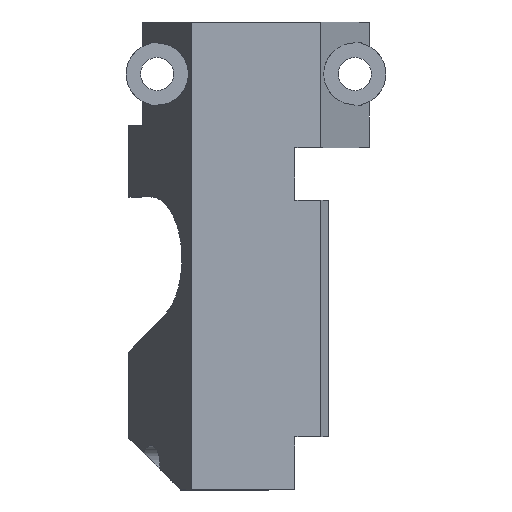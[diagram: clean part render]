
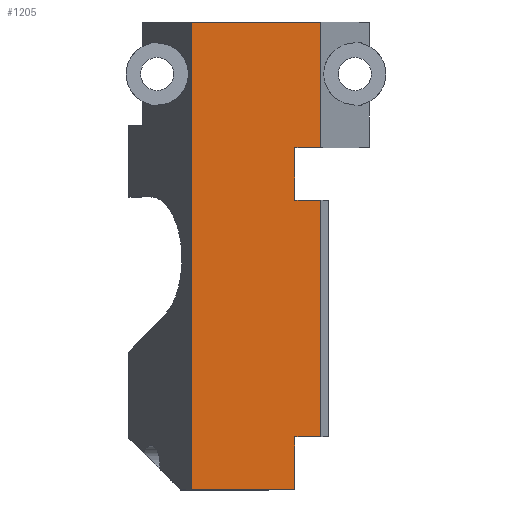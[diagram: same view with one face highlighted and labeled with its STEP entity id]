
A CAD part, top view. The second image highlights one B-rep face of the part: STEP entity #1205.
In plain terms, the highlighted planar face has unit normal (0, 0, 1).
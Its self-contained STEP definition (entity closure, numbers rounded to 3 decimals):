
#78=FACE_OUTER_BOUND('',#141,.T.);
#141=EDGE_LOOP('',(#805,#806,#807,#808,#809,#810,#811,#812,#813,#814));
#218=LINE('',#1772,#358);
#219=LINE('',#1774,#359);
#220=LINE('',#1776,#360);
#221=LINE('',#1778,#361);
#222=LINE('',#1780,#362);
#223=LINE('',#1782,#363);
#224=LINE('',#1784,#364);
#225=LINE('',#1786,#365);
#226=LINE('',#1788,#366);
#227=LINE('',#1789,#367);
#358=VECTOR('',#1413,10.);
#359=VECTOR('',#1414,10.);
#360=VECTOR('',#1415,10.);
#361=VECTOR('',#1416,10.);
#362=VECTOR('',#1417,10.);
#363=VECTOR('',#1418,10.);
#364=VECTOR('',#1419,10.);
#365=VECTOR('',#1420,10.);
#366=VECTOR('',#1421,10.);
#367=VECTOR('',#1422,10.);
#499=VERTEX_POINT('',#1770);
#500=VERTEX_POINT('',#1771);
#501=VERTEX_POINT('',#1773);
#502=VERTEX_POINT('',#1775);
#503=VERTEX_POINT('',#1777);
#504=VERTEX_POINT('',#1779);
#505=VERTEX_POINT('',#1781);
#506=VERTEX_POINT('',#1783);
#507=VERTEX_POINT('',#1785);
#508=VERTEX_POINT('',#1787);
#622=EDGE_CURVE('',#499,#500,#218,.T.);
#623=EDGE_CURVE('',#499,#501,#219,.T.);
#624=EDGE_CURVE('',#501,#502,#220,.T.);
#625=EDGE_CURVE('',#502,#503,#221,.T.);
#626=EDGE_CURVE('',#503,#504,#222,.T.);
#627=EDGE_CURVE('',#505,#504,#223,.T.);
#628=EDGE_CURVE('',#505,#506,#224,.T.);
#629=EDGE_CURVE('',#506,#507,#225,.T.);
#630=EDGE_CURVE('',#508,#507,#226,.T.);
#631=EDGE_CURVE('',#508,#500,#227,.T.);
#805=ORIENTED_EDGE('',*,*,#622,.F.);
#806=ORIENTED_EDGE('',*,*,#623,.T.);
#807=ORIENTED_EDGE('',*,*,#624,.T.);
#808=ORIENTED_EDGE('',*,*,#625,.T.);
#809=ORIENTED_EDGE('',*,*,#626,.T.);
#810=ORIENTED_EDGE('',*,*,#627,.F.);
#811=ORIENTED_EDGE('',*,*,#628,.T.);
#812=ORIENTED_EDGE('',*,*,#629,.T.);
#813=ORIENTED_EDGE('',*,*,#630,.F.);
#814=ORIENTED_EDGE('',*,*,#631,.T.);
#1156=PLANE('',#1289);
#1205=ADVANCED_FACE('',(#78),#1156,.T.);
#1289=AXIS2_PLACEMENT_3D('',#1769,#1411,#1412);
#1411=DIRECTION('center_axis',(0.,0.,1.));
#1412=DIRECTION('ref_axis',(1.,0.,0.));
#1413=DIRECTION('',(0.,1.,0.));
#1414=DIRECTION('',(1.,0.,0.));
#1415=DIRECTION('',(0.,1.,0.));
#1416=DIRECTION('',(1.,0.,0.));
#1417=DIRECTION('',(0.,1.,0.));
#1418=DIRECTION('',(1.,0.,0.));
#1419=DIRECTION('',(0.,1.,0.));
#1420=DIRECTION('',(1.,0.,0.));
#1421=DIRECTION('',(0.,-1.,0.));
#1422=DIRECTION('',(-1.,0.,0.));
#1769=CARTESIAN_POINT('Origin',(0.,22.55,14.));
#1770=CARTESIAN_POINT('',(-6.25,0.,14.));
#1771=CARTESIAN_POINT('',(-6.25,45.1,14.));
#1772=CARTESIAN_POINT('',(-6.25,33.825,14.));
#1773=CARTESIAN_POINT('',(3.75,0.,14.));
#1774=CARTESIAN_POINT('',(-12.25,0.,14.));
#1775=CARTESIAN_POINT('',(3.75,5.1,14.));
#1776=CARTESIAN_POINT('',(3.75,27.775,14.));
#1777=CARTESIAN_POINT('',(6.25,5.1,14.));
#1778=CARTESIAN_POINT('',(3.75,5.1,14.));
#1779=CARTESIAN_POINT('',(6.25,27.9,14.));
#1780=CARTESIAN_POINT('',(6.25,22.2,14.));
#1781=CARTESIAN_POINT('',(3.75,27.9,14.));
#1782=CARTESIAN_POINT('',(3.75,27.9,14.));
#1783=CARTESIAN_POINT('',(3.75,33.,14.));
#1784=CARTESIAN_POINT('',(3.75,27.775,14.));
#1785=CARTESIAN_POINT('',(6.25,33.,14.));
#1786=CARTESIAN_POINT('',(6.125,33.,14.));
#1787=CARTESIAN_POINT('',(6.25,45.1,14.));
#1788=CARTESIAN_POINT('',(6.25,11.275,14.));
#1789=CARTESIAN_POINT('',(12.25,45.1,14.));
